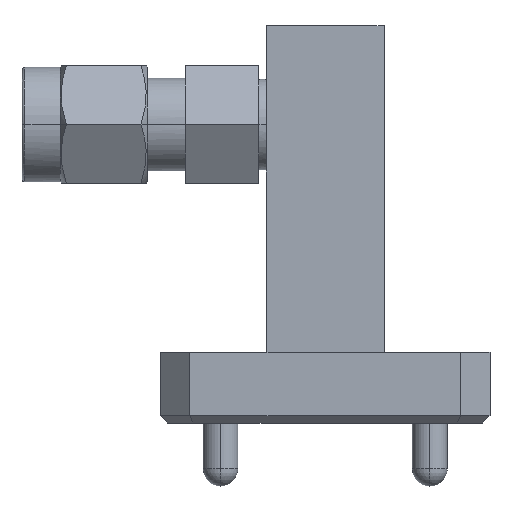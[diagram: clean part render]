
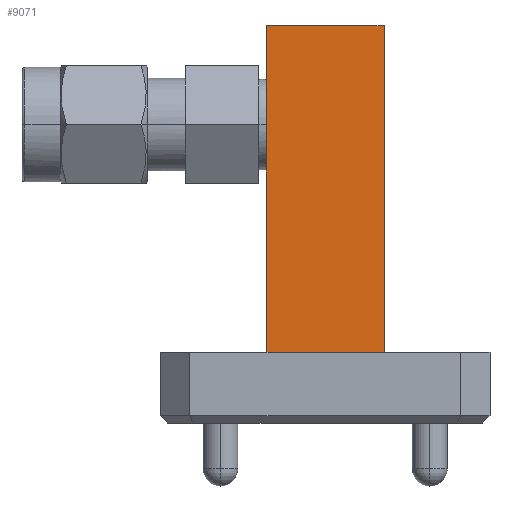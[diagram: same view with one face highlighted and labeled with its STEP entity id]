
A CAD part, left-side view. The second image highlights one B-rep face of the part: STEP entity #9071.
In plain terms, the highlighted planar face has unit normal (-1, 0, 0).
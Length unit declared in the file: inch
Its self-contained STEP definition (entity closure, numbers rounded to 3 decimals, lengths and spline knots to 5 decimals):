
#201 = EDGE_CURVE ( 'NONE', #458, #8280, #5790, .T. ) ;
#404 = DIRECTION ( 'NONE',  ( 1., 0., 0. ) ) ;
#432 = LINE ( 'NONE', #8845, #708 ) ;
#458 = VERTEX_POINT ( 'NONE', #4947 ) ;
#708 = VECTOR ( 'NONE', #9587, 39.37008 ) ;
#799 = VECTOR ( 'NONE', #2326, 39.37008 ) ;
#1427 = DIRECTION ( 'NONE',  ( 0., -1., 0. ) ) ;
#1960 = DIRECTION ( 'NONE',  ( 0., -1., 0. ) ) ;
#2326 = DIRECTION ( 'NONE',  ( 0., 0., -1. ) ) ;
#2576 = ORIENTED_EDGE ( 'NONE', *, *, #201, .F. ) ;
#2937 = LINE ( 'NONE', #9034, #799 ) ;
#3013 = EDGE_LOOP ( 'NONE', ( #3337, #7441, #2576, #6895 ) ) ;
#3337 = ORIENTED_EDGE ( 'NONE', *, *, #3995, .T. ) ;
#3356 = CARTESIAN_POINT ( 'NONE',  ( -0.36839, 1.62712, 0.6122 ) ) ;
#3466 = CARTESIAN_POINT ( 'NONE',  ( -0.36839, 1.62712, 0.62008 ) ) ;
#3995 = EDGE_CURVE ( 'NONE', #4188, #6738, #5224, .T. ) ;
#4088 = PLANE ( 'NONE',  #5469 ) ;
#4188 = VERTEX_POINT ( 'NONE', #8337 ) ;
#4290 = CARTESIAN_POINT ( 'NONE',  ( -0.36839, 1.31216, -0.25394 ) ) ;
#4626 = VECTOR ( 'NONE', #1427, 39.37008 ) ;
#4947 = CARTESIAN_POINT ( 'NONE',  ( -0.36839, 1.62712, 0.62008 ) ) ;
#5224 = LINE ( 'NONE', #8254, #4626 ) ;
#5469 = AXIS2_PLACEMENT_3D ( 'NONE', #3356, #404, #5579 ) ;
#5579 = DIRECTION ( 'NONE',  ( 0., 1., 0. ) ) ;
#5790 = LINE ( 'NONE', #3466, #7487 ) ;
#6738 = VERTEX_POINT ( 'NONE', #4290 ) ;
#6895 = ORIENTED_EDGE ( 'NONE', *, *, #8477, .T. ) ;
#7185 = FACE_OUTER_BOUND ( 'NONE', #3013, .T. ) ;
#7282 = EDGE_CURVE ( 'NONE', #8280, #6738, #2937, .T. ) ;
#7441 = ORIENTED_EDGE ( 'NONE', *, *, #7282, .F. ) ;
#7487 = VECTOR ( 'NONE', #1960, 39.37008 ) ;
#7656 = CARTESIAN_POINT ( 'NONE',  ( -0.36839, 1.31216, 0.62008 ) ) ;
#8254 = CARTESIAN_POINT ( 'NONE',  ( -0.36839, 1.62712, -0.25394 ) ) ;
#8280 = VERTEX_POINT ( 'NONE', #7656 ) ;
#8337 = CARTESIAN_POINT ( 'NONE',  ( -0.36839, 1.62712, -0.25394 ) ) ;
#8477 = EDGE_CURVE ( 'NONE', #458, #4188, #432, .T. ) ;
#8845 = CARTESIAN_POINT ( 'NONE',  ( -0.36839, 1.62712, 0.6122 ) ) ;
#9034 = CARTESIAN_POINT ( 'NONE',  ( -0.36839, 1.31216, 0.6122 ) ) ;
#9071 = ADVANCED_FACE ( 'NONE', ( #7185 ), #4088, .F. ) ;
#9587 = DIRECTION ( 'NONE',  ( 0., 0., -1. ) ) ;
